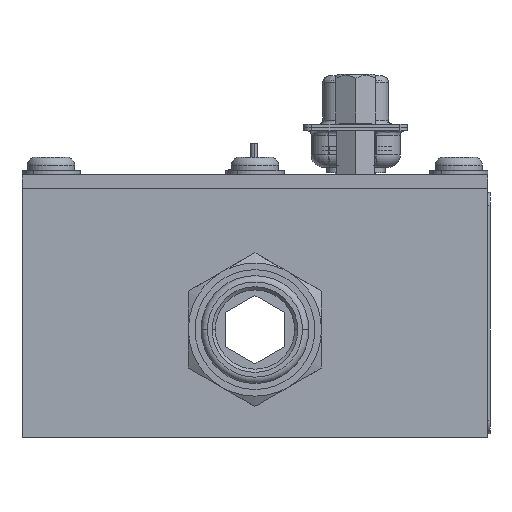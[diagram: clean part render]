
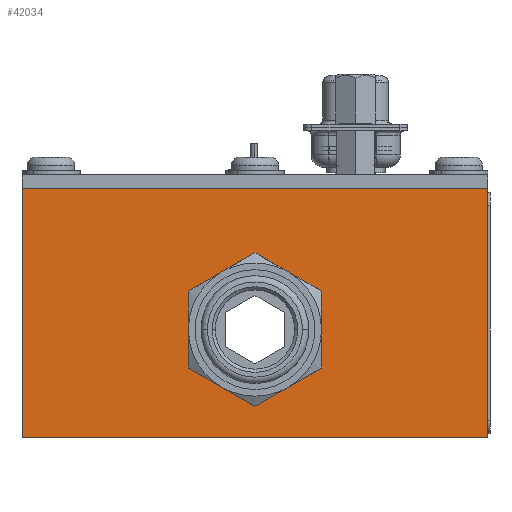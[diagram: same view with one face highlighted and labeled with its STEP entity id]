
A CAD part, left-side view. The second image highlights one B-rep face of the part: STEP entity #42034.
In plain terms, the highlighted planar face has unit normal (-1, 0, 0).
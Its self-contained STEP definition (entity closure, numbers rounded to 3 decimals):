
#421 = CARTESIAN_POINT ( 'NONE',  ( -48.5, 28., 30. ) ) ;
#1657 = EDGE_CURVE ( 'NONE', #117627, #202464, #153754, .T. ) ;
#2089 = CARTESIAN_POINT ( 'NONE',  ( -48.5, -28., 30. ) ) ;
#2709 = ORIENTED_EDGE ( 'NONE', *, *, #51231, .F. ) ;
#4925 = CARTESIAN_POINT ( 'NONE',  ( -48.5, 0., 6.756 ) ) ;
#12232 = CIRCLE ( 'NONE', #156942, 6.244 ) ;
#15568 = VECTOR ( 'NONE', #135103, 1000. ) ;
#24870 = FACE_OUTER_BOUND ( 'NONE', #180089, .T. ) ;
#25145 = ORIENTED_EDGE ( 'NONE', *, *, #97530, .F. ) ;
#27468 = EDGE_CURVE ( 'NONE', #197636, #41360, #101478, .T. ) ;
#33243 = DIRECTION ( 'NONE',  ( 1., 0., 0. ) ) ;
#36527 = EDGE_LOOP ( 'NONE', ( #77497, #25145 ) ) ;
#39343 = ORIENTED_EDGE ( 'NONE', *, *, #27468, .F. ) ;
#40498 = LINE ( 'NONE', #151351, #83432 ) ;
#41360 = VERTEX_POINT ( 'NONE', #186118 ) ;
#42034 = ADVANCED_FACE ( 'NONE', ( #191630, #24870 ), #192810, .F. ) ;
#43761 = CARTESIAN_POINT ( 'NONE',  ( -48.5, 0., 13. ) ) ;
#45599 = DIRECTION ( 'NONE',  ( 0., -1., 0. ) ) ;
#51231 = EDGE_CURVE ( 'NONE', #117627, #197636, #107873, .T. ) ;
#60044 = DIRECTION ( 'NONE',  ( 0., 0., 1. ) ) ;
#60775 = CARTESIAN_POINT ( 'NONE',  ( -48.5, 28., 30. ) ) ;
#61631 = CARTESIAN_POINT ( 'NONE',  ( -48.5, 0., 13. ) ) ;
#67392 = ORIENTED_EDGE ( 'NONE', *, *, #87408, .T. ) ;
#67843 = VECTOR ( 'NONE', #173665, 1000. ) ;
#77497 = ORIENTED_EDGE ( 'NONE', *, *, #171892, .F. ) ;
#77880 = DIRECTION ( 'NONE',  ( 0., 0., 1. ) ) ;
#83432 = VECTOR ( 'NONE', #187235, 1000. ) ;
#87408 = EDGE_CURVE ( 'NONE', #202464, #41360, #40498, .T. ) ;
#91694 = VERTEX_POINT ( 'NONE', #4925 ) ;
#97530 = EDGE_CURVE ( 'NONE', #91694, #199253, #128399, .T. ) ;
#101478 = LINE ( 'NONE', #183057, #15568 ) ;
#102992 = CARTESIAN_POINT ( 'NONE',  ( -48.5, 0., 19.244 ) ) ;
#107873 = LINE ( 'NONE', #191025, #150833 ) ;
#117627 = VERTEX_POINT ( 'NONE', #421 ) ;
#128399 = CIRCLE ( 'NONE', #193932, 6.244 ) ;
#129988 = CARTESIAN_POINT ( 'NONE',  ( -48.5, -28., 30. ) ) ;
#135103 = DIRECTION ( 'NONE',  ( 0., 0., -1. ) ) ;
#146281 = DIRECTION ( 'NONE',  ( 0., 0., -1. ) ) ;
#150833 = VECTOR ( 'NONE', #45599, 1000. ) ;
#151351 = CARTESIAN_POINT ( 'NONE',  ( -48.5, -28., 0. ) ) ;
#153754 = LINE ( 'NONE', #60775, #67843 ) ;
#156772 = DIRECTION ( 'NONE',  ( -1., 0., 0. ) ) ;
#156942 = AXIS2_PLACEMENT_3D ( 'NONE', #43761, #156772, #60044 ) ;
#171892 = EDGE_CURVE ( 'NONE', #199253, #91694, #12232, .T. ) ;
#173665 = DIRECTION ( 'NONE',  ( 0., 0., -1. ) ) ;
#174528 = DIRECTION ( 'NONE',  ( -1., 0., 0. ) ) ;
#180089 = EDGE_LOOP ( 'NONE', ( #67392, #39343, #2709, #200895 ) ) ;
#182922 = CARTESIAN_POINT ( 'NONE',  ( -48.5, 28., 0. ) ) ;
#183057 = CARTESIAN_POINT ( 'NONE',  ( -48.5, -28., 30. ) ) ;
#186118 = CARTESIAN_POINT ( 'NONE',  ( -48.5, -28., 0. ) ) ;
#187235 = DIRECTION ( 'NONE',  ( 0., -1., 0. ) ) ;
#191025 = CARTESIAN_POINT ( 'NONE',  ( -48.5, -28., 30. ) ) ;
#191630 = FACE_BOUND ( 'NONE', #36527, .T. ) ;
#192810 = PLANE ( 'NONE',  #196368 ) ;
#193932 = AXIS2_PLACEMENT_3D ( 'NONE', #61631, #174528, #77880 ) ;
#196368 = AXIS2_PLACEMENT_3D ( 'NONE', #129988, #33243, #146281 ) ;
#197636 = VERTEX_POINT ( 'NONE', #2089 ) ;
#199253 = VERTEX_POINT ( 'NONE', #102992 ) ;
#200895 = ORIENTED_EDGE ( 'NONE', *, *, #1657, .T. ) ;
#202464 = VERTEX_POINT ( 'NONE', #182922 ) ;
